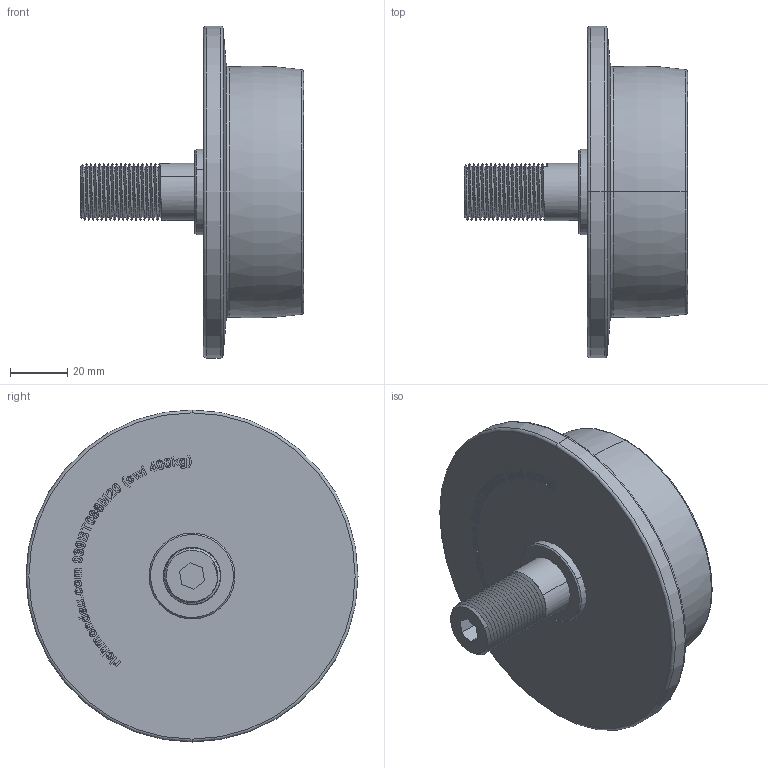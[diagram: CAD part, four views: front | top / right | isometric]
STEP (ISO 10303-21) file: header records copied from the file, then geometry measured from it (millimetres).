
FILE_DESCRIPTION (( 'STEP AP203' ), '1' );
FILE_NAME ('039BT088M20.STEP', '2024-02-21T04:14:04', ( '' ), ( '' ), 'SwSTEP 2.0', 'SolidWorks 2023', '' );
FILE_SCHEMA (( 'CONFIG_CONTROL_DESIGN' ));
Length unit declared in the file: millimetre
Products named in the file (1): 039BT088M20
Bounding box: 78 x 116 x 116 mm (x, y, z)
Volume: 256260.2 mm3; surface area: 34756.5 mm2
Topology: 1 solids, 1 shells, 551 faces, 1458 edges, 966 vertices
Faces by surface type: bspline 289, plane 237, torus 12, cone 7, cylinder 6
Entity records: 32324 total; most frequent: CARTESIAN_POINT 20564, ORIENTED_EDGE 2916, EDGE_CURVE 1458, DIRECTION 1440, VERTEX_POINT 966, VECTOR 832, LINE 832, EDGE_LOOP 608
